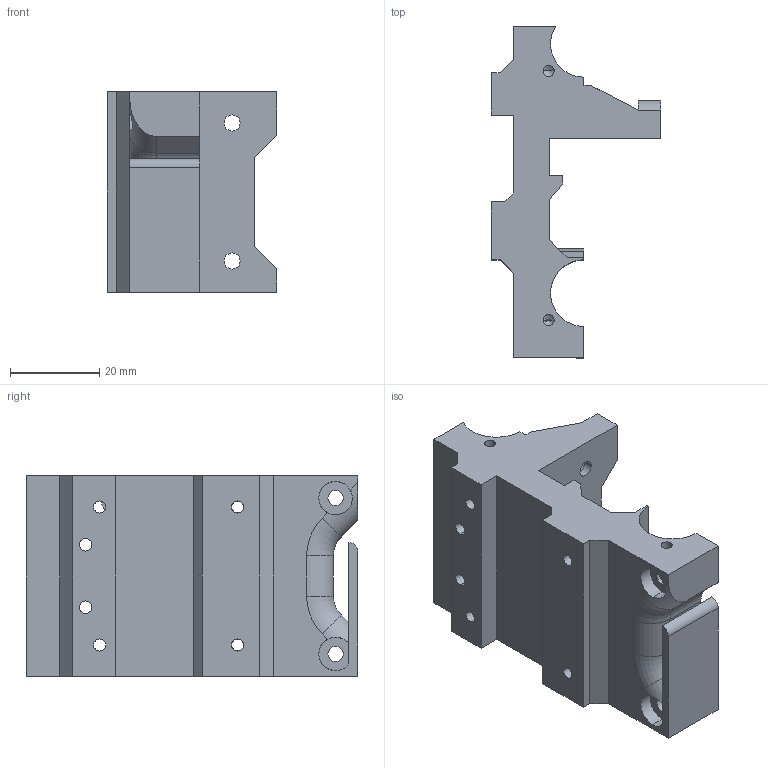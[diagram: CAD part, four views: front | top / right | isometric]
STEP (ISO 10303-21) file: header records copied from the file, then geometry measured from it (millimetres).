
FILE_DESCRIPTION (( 'STEP AP203' ), '1' );
FILE_NAME ('bearing holder body (LM8LUU).STEP', '2019-01-01T17:59:05', ( '' ), ( '' ), 'SwSTEP 2.0', 'SolidWorks 2018', '' );
FILE_SCHEMA (( 'CONFIG_CONTROL_DESIGN' ));
Length unit declared in the file: millimetre
Products named in the file (1): bearing holder body (LM8LUU)
Bounding box: 38 x 74.5 x 45 mm (x, y, z)
Volume: 43903.2 mm3; surface area: 15750 mm2
Topology: 1 solids, 1 shells, 117 faces, 340 edges, 216 vertices
Faces by surface type: plane 54, cylinder 51, cone 10, torus 2
Entity records: 3963 total; most frequent: CARTESIAN_POINT 761, ORIENTED_EDGE 660, DIRECTION 651, EDGE_CURVE 330, AXIS2_PLACEMENT_3D 220, VERTEX_POINT 216, VECTOR 211, LINE 211
